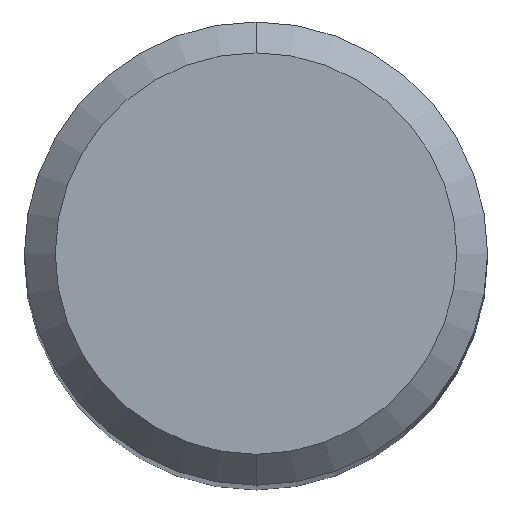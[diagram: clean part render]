
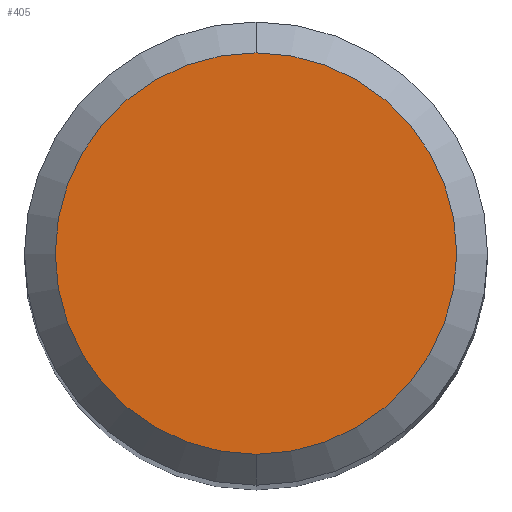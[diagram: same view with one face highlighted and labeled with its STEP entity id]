
A CAD part, top view. The second image highlights one B-rep face of the part: STEP entity #405.
In plain terms, the highlighted planar face has unit normal (0, 0, 1).
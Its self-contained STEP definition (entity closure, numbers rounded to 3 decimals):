
#191=EDGE_CURVE('',#361,#301,#499,.T.);
#279=EDGE_CURVE('',#301,#361,#596,.T.);
#301=VERTEX_POINT('',#624);
#361=VERTEX_POINT('',#688);
#405=ADVANCED_FACE('',(#735),#736,.T.);
#499=CIRCLE('',#842,2.6);
#596=CIRCLE('',#1037,2.6);
#624=CARTESIAN_POINT('',(0.0,2.6,0.0));
#688=CARTESIAN_POINT('',(0.,-2.6,0.0));
#735=FACE_OUTER_BOUND('',#1310,.T.);
#736=PLANE('',#1311);
#842=AXIS2_PLACEMENT_3D('',#1459,#1460,#1461);
#1037=AXIS2_PLACEMENT_3D('',#1575,#1576,#1577);
#1310=EDGE_LOOP('',(#1721,#1722));
#1311=AXIS2_PLACEMENT_3D('',#1723,#1724,#1725);
#1459=CARTESIAN_POINT('',(0.0,0.0,0.0));
#1460=DIRECTION('',(0.0,0.0,-1.0));
#1461=DIRECTION('',(0.0,1.0,0.0));
#1575=CARTESIAN_POINT('',(0.0,0.0,0.0));
#1576=DIRECTION('',(0.0,0.0,-1.0));
#1577=DIRECTION('',(0.0,1.0,0.0));
#1721=ORIENTED_EDGE('',*,*,#279,.F.);
#1722=ORIENTED_EDGE('',*,*,#191,.F.);
#1723=CARTESIAN_POINT('',(0.0,1.3,0.0));
#1724=DIRECTION('',(-0.0,0.0,1.0));
#1725=DIRECTION('',(0.0,-1.0,0.0));
